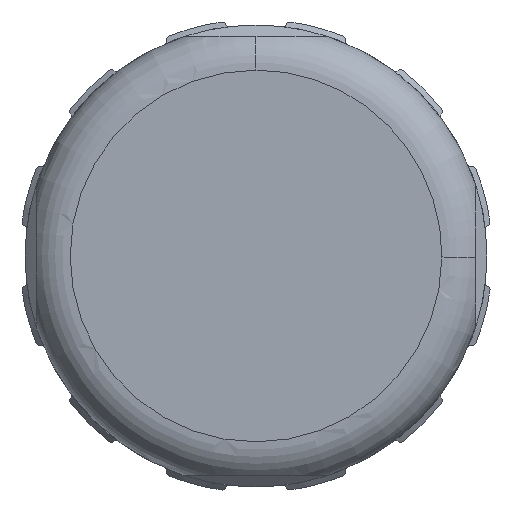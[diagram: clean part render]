
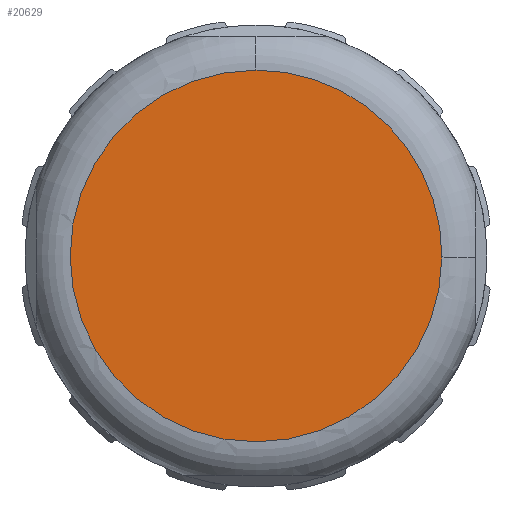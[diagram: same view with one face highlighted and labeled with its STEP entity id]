
A CAD part, front view. The second image highlights one B-rep face of the part: STEP entity #20629.
In plain terms, the highlighted planar face has unit normal (0, -1, 0).
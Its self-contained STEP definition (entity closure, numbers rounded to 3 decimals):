
#7833=CARTESIAN_POINT('',(0.,-20.05,0.));
#7834=DIRECTION('',(0.,1.,0.));
#7835=DIRECTION('',(1.,0.,-0.005));
#7836=AXIS2_PLACEMENT_3D('',#7833,#7834,#7835);
#7838=CARTESIAN_POINT('',(0.,-20.05,0.));
#7839=DIRECTION('',(0.,1.,0.));
#7840=DIRECTION('',(0.001,0.,-1.));
#7841=AXIS2_PLACEMENT_3D('',#7838,#7839,#7840);
#7843=CARTESIAN_POINT('',(-0.012,-20.05,8.25));
#7844=CARTESIAN_POINT('',(-0.008,-20.05,8.25));
#7845=CARTESIAN_POINT('',(-0.004,-20.05,8.25));
#7846=CARTESIAN_POINT('',(0.,-20.05,8.25));
#7848=CARTESIAN_POINT('',(0.,-20.05,0.));
#7849=DIRECTION('',(0.,1.,0.));
#7850=DIRECTION('',(0.,0.,1.));
#7851=AXIS2_PLACEMENT_3D('',#7848,#7849,#7850);
#9860=VERTEX_POINT('',#7843);
#9861=VERTEX_POINT('',#7846);
#9862=CARTESIAN_POINT('',(0.012,-20.05,-8.25));
#9863=VERTEX_POINT('',#9862);
#9864=CARTESIAN_POINT('',(8.25,-20.05,-0.044));
#9865=VERTEX_POINT('',#9864);
#20617=CARTESIAN_POINT('',(0.,-20.05,0.));
#20618=DIRECTION('',(0.,-1.,0.));
#20619=DIRECTION('',(-1.,0.,0.));
#20620=AXIS2_PLACEMENT_3D('',#20617,#20618,#20619);
#20621=PLANE('',#20620);
#20622=ORIENTED_EDGE('',*,*,#20592,.T.);
#20623=ORIENTED_EDGE('',*,*,#20590,.T.);
#20624=ORIENTED_EDGE('',*,*,#20588,.T.);
#20626=ORIENTED_EDGE('',*,*,#20625,.T.);
#20627=EDGE_LOOP('',(#20622,#20623,#20624,#20626));
#20628=FACE_OUTER_BOUND('',#20627,.F.);
#20629=ADVANCED_FACE('',(#20628),#20621,.T.);
#7837=CIRCLE('',#7836,8.25);
#7842=CIRCLE('',#7841,8.25);
#7847=B_SPLINE_CURVE_WITH_KNOTS('',3,(#7843,#7844,#7845,#7846),.UNSPECIFIED.,
.F.,.F.,(4,4),(0.,1.),.UNSPECIFIED.);
#7852=CIRCLE('',#7851,8.25);
#20588=EDGE_CURVE('',#9860,#9861,#7847,.T.);
#20590=EDGE_CURVE('',#9863,#9860,#7842,.T.);
#20592=EDGE_CURVE('',#9865,#9863,#7837,.T.);
#20625=EDGE_CURVE('',#9861,#9865,#7852,.T.);
